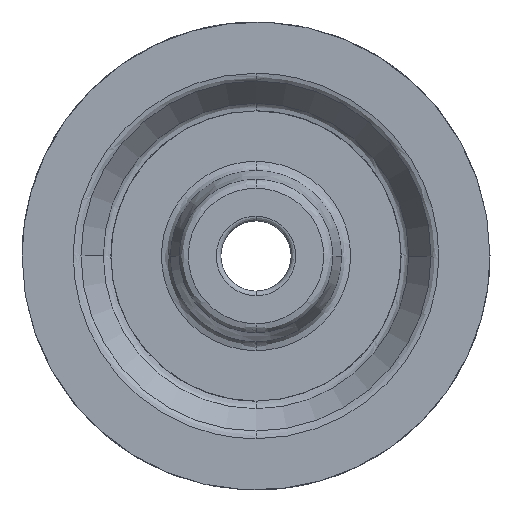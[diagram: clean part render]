
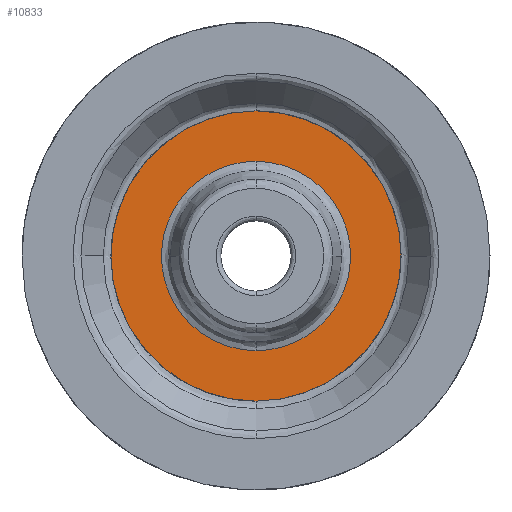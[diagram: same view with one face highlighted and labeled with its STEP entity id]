
A CAD part, left-side view. The second image highlights one B-rep face of the part: STEP entity #10833.
In plain terms, the highlighted planar face has unit normal (1, 0, 0).
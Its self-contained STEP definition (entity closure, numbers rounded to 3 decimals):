
#64 = EDGE_CURVE ( 'NONE', #10914, #4431, #3906, .T. ) ;
#214 = PLANE ( 'NONE',  #8853 ) ;
#858 = CARTESIAN_POINT ( 'NONE',  ( -4., -40.428, 20.214 ) ) ;
#1030 = CARTESIAN_POINT ( 'NONE',  ( -4., 0., -31.007 ) ) ;
#1031 = CARTESIAN_POINT ( 'NONE',  ( -4., 40.428, -20.214 ) ) ;
#1627 = EDGE_LOOP ( 'NONE', ( #5109, #6158 ) ) ;
#2048 = ORIENTED_EDGE ( 'NONE', *, *, #64, .F. ) ;
#2073 = VERTEX_POINT ( 'NONE', #6559 ) ;
#2276 =( BOUNDED_CURVE ( )  B_SPLINE_CURVE ( 3, ( #4425, #9988, #6168, #9873 ),
 .UNSPECIFIED., .F., .F. ) 
 B_SPLINE_CURVE_WITH_KNOTS ( ( 4, 4 ),
 ( 0.75, 1.25 ),
 .UNSPECIFIED. ) 
 CURVE ( )  GEOMETRIC_REPRESENTATION_ITEM ( )  RATIONAL_B_SPLINE_CURVE ( ( 1., 0.333, 0.333, 1. ) ) 
 REPRESENTATION_ITEM ( '' )  );
#2952 = DIRECTION ( 'NONE',  ( -1., 0., 0. ) ) ;
#3100 = EDGE_LOOP ( 'NONE', ( #8032, #2048 ) ) ;
#3167 =( BOUNDED_CURVE ( )  B_SPLINE_CURVE ( 3, ( #11032, #1031, #9228, #3788 ),
 .UNSPECIFIED., .F., .F. ) 
 B_SPLINE_CURVE_WITH_KNOTS ( ( 4, 4 ),
 ( 0.75, 1.25 ),
 .UNSPECIFIED. ) 
 CURVE ( )  GEOMETRIC_REPRESENTATION_ITEM ( )  RATIONAL_B_SPLINE_CURVE ( ( 1., 0.333, 0.333, 1. ) ) 
 REPRESENTATION_ITEM ( '' )  );
#3788 = CARTESIAN_POINT ( 'NONE',  ( -4., 0., 20.214 ) ) ;
#3906 =( BOUNDED_CURVE ( )  B_SPLINE_CURVE ( 3, ( #8932, #858, #11653, #9093 ),
 .UNSPECIFIED., .F., .F. ) 
 B_SPLINE_CURVE_WITH_KNOTS ( ( 4, 4 ),
 ( 0.25, 0.75 ),
 .UNSPECIFIED. ) 
 CURVE ( )  GEOMETRIC_REPRESENTATION_ITEM ( )  RATIONAL_B_SPLINE_CURVE ( ( 1., 0.333, 0.333, 1. ) ) 
 REPRESENTATION_ITEM ( '' )  );
#4425 = CARTESIAN_POINT ( 'NONE',  ( -4., 0., 31.007 ) ) ;
#4431 = VERTEX_POINT ( 'NONE', #11450 ) ;
#5109 = ORIENTED_EDGE ( 'NONE', *, *, #11527, .F. ) ;
#5484 = CARTESIAN_POINT ( 'NONE',  ( -4., 0., 31.007 ) ) ;
#5845 = FACE_BOUND ( 'NONE', #3100, .T. ) ;
#6158 = ORIENTED_EDGE ( 'NONE', *, *, #7091, .F. ) ;
#6168 = CARTESIAN_POINT ( 'NONE',  ( -4., 62.014, -31.007 ) ) ;
#6512 = CARTESIAN_POINT ( 'NONE',  ( -4., 25.364, 0. ) ) ;
#6559 = CARTESIAN_POINT ( 'NONE',  ( -4., 0., 31.007 ) ) ;
#6578 = CARTESIAN_POINT ( 'NONE',  ( -4., -62.014, -31.007 ) ) ;
#7091 = EDGE_CURVE ( 'NONE', #2073, #7769, #2276, .T. ) ;
#7263 = EDGE_CURVE ( 'NONE', #4431, #10914, #3167, .T. ) ;
#7554 = DIRECTION ( 'NONE',  ( 0., -1., 0. ) ) ;
#7708 = FACE_OUTER_BOUND ( 'NONE', #1627, .T. ) ;
#7769 = VERTEX_POINT ( 'NONE', #10179 ) ;
#8032 = ORIENTED_EDGE ( 'NONE', *, *, #7263, .F. ) ;
#8853 = AXIS2_PLACEMENT_3D ( 'NONE', #6512, #2952, #7554 ) ;
#8932 = CARTESIAN_POINT ( 'NONE',  ( -4., 0., 20.214 ) ) ;
#9093 = CARTESIAN_POINT ( 'NONE',  ( -4., 0., -20.214 ) ) ;
#9210 =( BOUNDED_CURVE ( )  B_SPLINE_CURVE ( 3, ( #1030, #6578, #9273, #5484 ),
 .UNSPECIFIED., .F., .F. ) 
 B_SPLINE_CURVE_WITH_KNOTS ( ( 4, 4 ),
 ( 0.25, 0.75 ),
 .UNSPECIFIED. ) 
 CURVE ( )  GEOMETRIC_REPRESENTATION_ITEM ( )  RATIONAL_B_SPLINE_CURVE ( ( 1., 0.333, 0.333, 1. ) ) 
 REPRESENTATION_ITEM ( '' )  );
#9228 = CARTESIAN_POINT ( 'NONE',  ( -4., 40.428, 20.214 ) ) ;
#9273 = CARTESIAN_POINT ( 'NONE',  ( -4., -62.014, 31.007 ) ) ;
#9873 = CARTESIAN_POINT ( 'NONE',  ( -4., 0., -31.007 ) ) ;
#9988 = CARTESIAN_POINT ( 'NONE',  ( -4., 62.014, 31.007 ) ) ;
#10179 = CARTESIAN_POINT ( 'NONE',  ( -4., 0., -31.007 ) ) ;
#10833 = ADVANCED_FACE ( 'NONE', ( #5845, #7708 ), #214, .F. ) ;
#10914 = VERTEX_POINT ( 'NONE', #11357 ) ;
#11032 = CARTESIAN_POINT ( 'NONE',  ( -4., 0., -20.214 ) ) ;
#11357 = CARTESIAN_POINT ( 'NONE',  ( -4., 0., 20.214 ) ) ;
#11450 = CARTESIAN_POINT ( 'NONE',  ( -4., 0., -20.214 ) ) ;
#11527 = EDGE_CURVE ( 'NONE', #7769, #2073, #9210, .T. ) ;
#11653 = CARTESIAN_POINT ( 'NONE',  ( -4., -40.428, -20.214 ) ) ;
